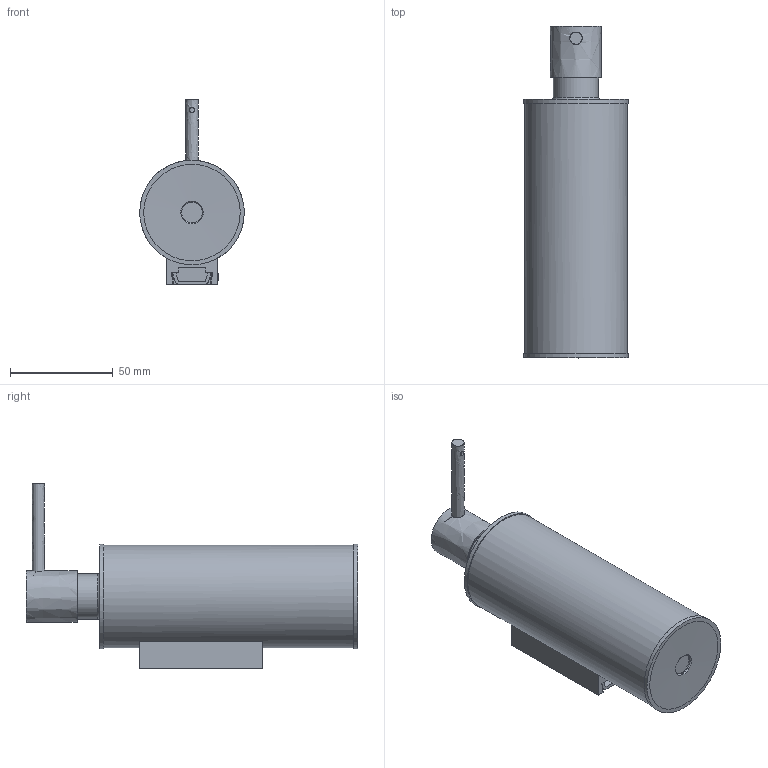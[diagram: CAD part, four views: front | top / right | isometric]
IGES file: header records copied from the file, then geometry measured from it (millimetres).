
Global section: file name: ec0455ae-2d6b-4e8f-bd14-5943654682ba.zip; native system: unknown; preprocessor: unknown; author: unknown; organization: unknown; date: 20191126.114809; units: millimetre
Bounding box: 51 x 161.83 x 90 mm (x, y, z)
Volume: 276807.5 mm3; surface area: 45930.5 mm2
Topology: 8 solids, 8 shells, 76 faces, 181 edges, 128 vertices
Faces by surface type: bspline 76
